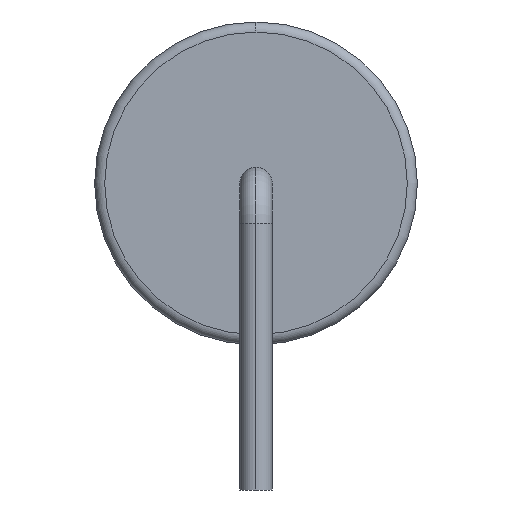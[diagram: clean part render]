
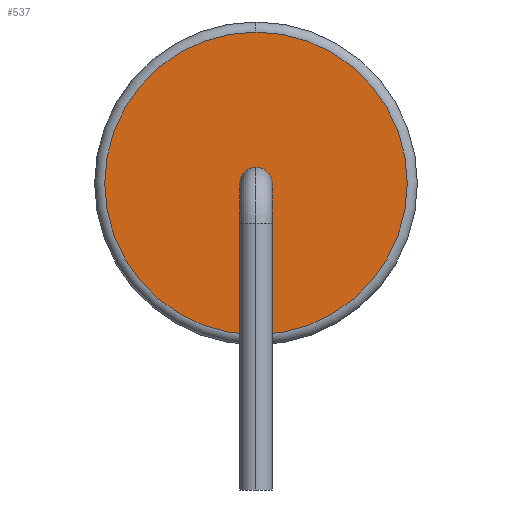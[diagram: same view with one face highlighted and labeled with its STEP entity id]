
A CAD part, left-side view. The second image highlights one B-rep face of the part: STEP entity #537.
In plain terms, the highlighted planar face has unit normal (-1, 0, 0).
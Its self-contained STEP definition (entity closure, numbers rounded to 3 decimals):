
#435=CARTESIAN_POINT('',(-13.5,0.0,7.75));
#436=VERTEX_POINT('',#435);
#446=CARTESIAN_POINT('',(-13.5,0.,0.25));
#447=VERTEX_POINT('',#446);
#448=CARTESIAN_POINT('',(-13.5,0.0,4.));
#449=DIRECTION('',(1.0,0.0,0.0));
#450=DIRECTION('',(0.0,-1.0,0.0));
#451=AXIS2_PLACEMENT_3D('',#448,#449,#450);
#452=CIRCLE('',#451,3.75);
#453=EDGE_CURVE('',#436,#447,#452,.T.);
#488=CARTESIAN_POINT('',(-13.5,3.75,4.));
#489=VERTEX_POINT('',#488);
#490=CARTESIAN_POINT('',(-13.5,0.0,4.));
#491=DIRECTION('',(1.0,0.0,0.0));
#492=DIRECTION('',(0.0,-1.0,0.0));
#493=AXIS2_PLACEMENT_3D('',#490,#491,#492);
#494=CIRCLE('',#493,3.75);
#495=EDGE_CURVE('',#447,#489,#494,.T.);
#497=CARTESIAN_POINT('',(-13.5,0.0,4.));
#498=DIRECTION('',(1.0,0.0,0.0));
#499=DIRECTION('',(0.0,-1.0,0.0));
#500=AXIS2_PLACEMENT_3D('',#497,#498,#499);
#501=CIRCLE('',#500,3.75);
#502=EDGE_CURVE('',#489,#436,#501,.T.);
#527=CARTESIAN_POINT('',(-13.5,0.0,4.));
#528=DIRECTION('',(-1.0,0.0,0.0));
#529=DIRECTION('',(0.0,-1.0,0.0));
#530=AXIS2_PLACEMENT_3D('',#527,#528,#529);
#531=PLANE('',#530);
#532=ORIENTED_EDGE('',*,*,#502,.F.);
#533=ORIENTED_EDGE('',*,*,#495,.F.);
#534=ORIENTED_EDGE('',*,*,#453,.F.);
#535=EDGE_LOOP('',(#532,#533,#534));
#536=FACE_OUTER_BOUND('',#535,.T.);
#537=ADVANCED_FACE('',(#536),#531,.T.);
